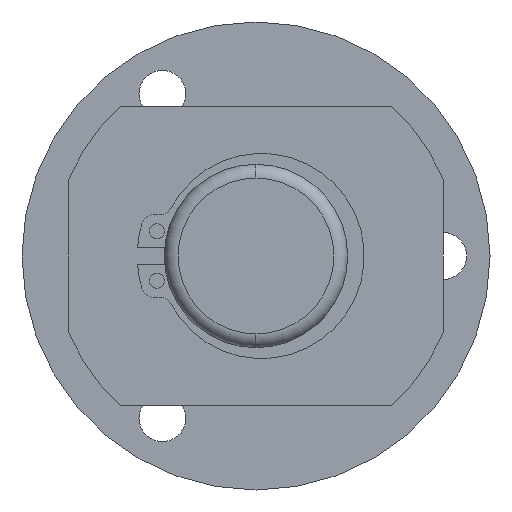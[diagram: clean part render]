
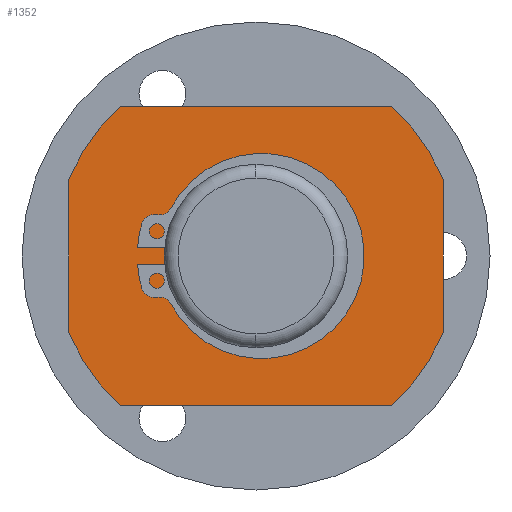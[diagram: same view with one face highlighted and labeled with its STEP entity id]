
A CAD part, left-side view. The second image highlights one B-rep face of the part: STEP entity #1352.
In plain terms, the highlighted planar face has unit normal (-1, 0, 0).
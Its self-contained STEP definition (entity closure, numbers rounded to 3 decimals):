
#14=FACE_BOUND('',#376,.F.);
#125=PLANE('',#2998);
#217=FACE_OUTER_BOUND('',#377,.F.);
#376=EDGE_LOOP('',(#814,#815));
#377=EDGE_LOOP('',(#816,#817,#818,#819,#820,#821,#822,#823));
#814=ORIENTED_EDGE('',*,*,#2241,.T.);
#815=ORIENTED_EDGE('',*,*,#2240,.T.);
#816=ORIENTED_EDGE('',*,*,#2253,.T.);
#817=ORIENTED_EDGE('',*,*,#2292,.F.);
#818=ORIENTED_EDGE('',*,*,#2289,.T.);
#819=ORIENTED_EDGE('',*,*,#2293,.F.);
#820=ORIENTED_EDGE('',*,*,#2277,.T.);
#821=ORIENTED_EDGE('',*,*,#2294,.F.);
#822=ORIENTED_EDGE('',*,*,#2265,.T.);
#823=ORIENTED_EDGE('',*,*,#2295,.F.);
#1352=ADVANCED_FACE('',(#14,#217),#125,.T.);
#1607=LINE('',#4900,#1766);
#1619=LINE('',#4912,#1778);
#1631=LINE('',#4924,#1790);
#1643=LINE('',#4936,#1802);
#1766=VECTOR('',#3421,20.396);
#1778=VECTOR('',#3433,36.277);
#1790=VECTOR('',#3445,20.396);
#1802=VECTOR('',#3457,36.277);
#1992=CIRCLE('',#2942,12.25);
#1993=CIRCLE('',#2943,12.25);
#1996=CIRCLE('',#2946,27.);
#1997=CIRCLE('',#2947,27.);
#1998=CIRCLE('',#2948,27.);
#1999=CIRCLE('',#2949,27.);
#2240=EDGE_CURVE('',#2636,#2635,#1992,.T.);
#2241=EDGE_CURVE('',#2635,#2636,#1993,.T.);
#2253=EDGE_CURVE('',#2622,#2623,#1607,.T.);
#2265=EDGE_CURVE('',#2610,#2611,#1619,.T.);
#2277=EDGE_CURVE('',#2598,#2599,#1631,.T.);
#2289=EDGE_CURVE('',#2586,#2587,#1643,.T.);
#2292=EDGE_CURVE('',#2586,#2623,#1996,.T.);
#2293=EDGE_CURVE('',#2598,#2587,#1997,.T.);
#2294=EDGE_CURVE('',#2610,#2599,#1998,.T.);
#2295=EDGE_CURVE('',#2622,#2611,#1999,.T.);
#2586=VERTEX_POINT('',#4698);
#2587=VERTEX_POINT('',#4699);
#2598=VERTEX_POINT('',#4710);
#2599=VERTEX_POINT('',#4711);
#2610=VERTEX_POINT('',#4722);
#2611=VERTEX_POINT('',#4723);
#2622=VERTEX_POINT('',#4734);
#2623=VERTEX_POINT('',#4735);
#2635=VERTEX_POINT('',#4747);
#2636=VERTEX_POINT('',#4748);
#2942=AXIS2_PLACEMENT_3D('',#4887,#3404,#3405);
#2943=AXIS2_PLACEMENT_3D('',#4888,#3406,#3407);
#2946=AXIS2_PLACEMENT_3D('',#4939,#3460,#3461);
#2947=AXIS2_PLACEMENT_3D('',#4940,#3462,#3463);
#2948=AXIS2_PLACEMENT_3D('',#4941,#3464,#3465);
#2949=AXIS2_PLACEMENT_3D('',#4942,#3466,#3467);
#2998=AXIS2_PLACEMENT_3D('',#5005,#3578,#3579);
#3404=DIRECTION('',(-1.,0.,0.));
#3405=DIRECTION('',(0.,0.,-1.));
#3406=DIRECTION('',(-1.,0.,0.));
#3407=DIRECTION('',(0.,0.,1.));
#3421=DIRECTION('',(0.,0.,1.));
#3433=DIRECTION('',(0.,1.,0.));
#3445=DIRECTION('',(0.,0.,-1.));
#3457=DIRECTION('',(0.,-1.,0.));
#3460=DIRECTION('',(-1.,0.,0.));
#3461=DIRECTION('',(0.,0.672,0.741));
#3462=DIRECTION('',(-1.,0.,0.));
#3463=DIRECTION('',(0.,-0.926,0.378));
#3464=DIRECTION('',(-1.,0.,0.));
#3465=DIRECTION('',(0.,-0.672,-0.741));
#3466=DIRECTION('',(-1.,0.,0.));
#3467=DIRECTION('',(0.,0.926,-0.378));
#3578=DIRECTION('',(-1.,0.,0.));
#3579=DIRECTION('',(0.,0.,-1.));
#4698=CARTESIAN_POINT('',(-86.,18.138,20.));
#4699=CARTESIAN_POINT('',(-86.,-18.138,20.));
#4710=CARTESIAN_POINT('',(-86.,-25.,10.198));
#4711=CARTESIAN_POINT('',(-86.,-25.,-10.198));
#4722=CARTESIAN_POINT('',(-86.,-18.138,-20.));
#4723=CARTESIAN_POINT('',(-86.,18.138,-20.));
#4734=CARTESIAN_POINT('',(-86.,25.,-10.198));
#4735=CARTESIAN_POINT('',(-86.,25.,10.198));
#4747=CARTESIAN_POINT('',(-86.,0.,12.25));
#4748=CARTESIAN_POINT('',(-86.,0.,-12.25));
#4887=CARTESIAN_POINT('',(-86.,0.,0.));
#4888=CARTESIAN_POINT('',(-86.,0.,0.));
#4900=CARTESIAN_POINT('',(-86.,25.,-10.198));
#4912=CARTESIAN_POINT('',(-86.,-18.138,-20.));
#4924=CARTESIAN_POINT('',(-86.,-25.,10.198));
#4936=CARTESIAN_POINT('',(-86.,18.138,20.));
#4939=CARTESIAN_POINT('',(-86.,0.,0.));
#4940=CARTESIAN_POINT('',(-86.,0.,0.));
#4941=CARTESIAN_POINT('',(-86.,0.,0.));
#4942=CARTESIAN_POINT('',(-86.,0.,0.));
#5005=CARTESIAN_POINT('',(-86.,27.5,22.5));
